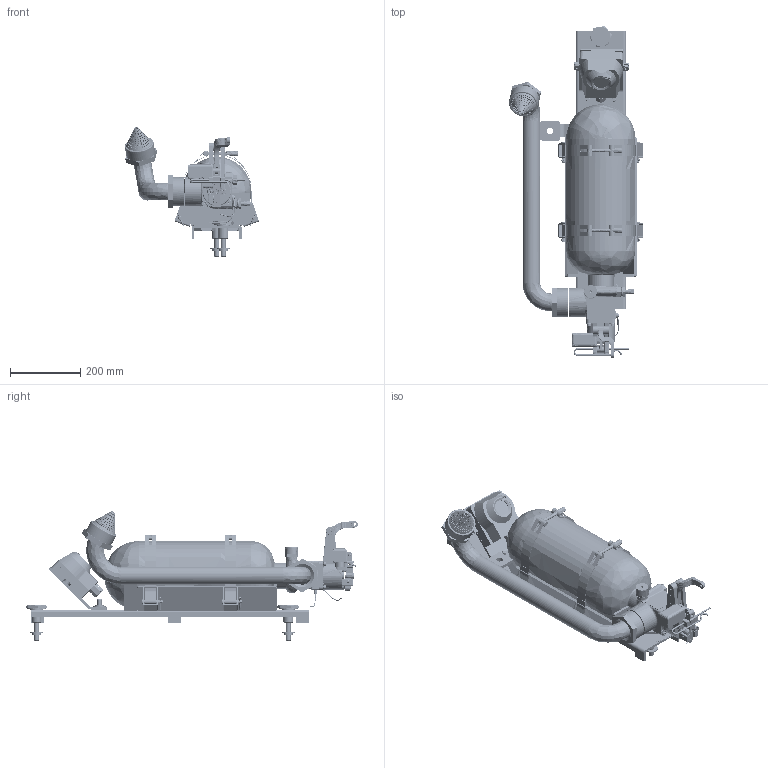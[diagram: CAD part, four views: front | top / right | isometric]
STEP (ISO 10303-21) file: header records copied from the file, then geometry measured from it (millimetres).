
FILE_DESCRIPTION(('FreeCAD Model'),'2;1');
FILE_NAME('Open CASCADE Shape Model','2025-05-05T17:36:27',('FreeCAD'),( 'FreeCAD'),'Open CASCADE STEP processor 7.6','FreeCAD','Unknown');
FILE_SCHEMA(('AUTOMOTIVE_DESIGN { 1 0 10303 214 1 1 1 1 }'));
Products named in the file (1): Open CASCADE STEP translator 7.6 1
Bounding box: 382.22 x 944.63 x 369.46 mm (x, y, z)
Volume: 6308025.7 mm3; surface area: 2044821.5 mm2
Topology: 58 solids, 58 shells, 3884 faces, 10340 edges, 6628 vertices
Faces by surface type: bspline 3884
Entity records: 191953 total; most frequent: CARTESIAN_POINT 132689, ORIENTED_EDGE 20522, EDGE_CURVE 10261, B_SPLINE_CURVE_WITH_KNOTS 7292, VERTEX_POINT 6628, FACE_BOUND 4509, EDGE_LOOP 4509, ADVANCED_FACE 3884
